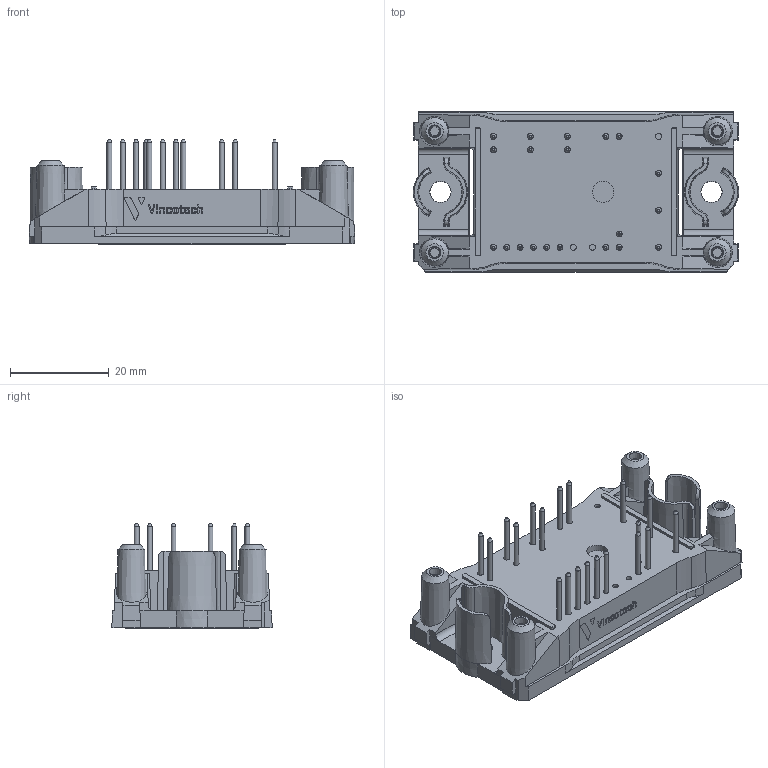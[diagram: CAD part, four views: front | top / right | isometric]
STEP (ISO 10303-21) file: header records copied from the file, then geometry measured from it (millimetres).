
FILE_DESCRIPTION(/* description */ ('Unknown'),/* implementation_level */ '2;1');
FILE_NAME(/* name */ 'Flow0-4T17WA-P540(200)-01-OL',/* time_stamp */ '2022-10-14T10:36:49+02:00',/* author */ ('Unknown'),/* organization */ ('Unknown'),/* preprocessor_version */ 'ST-DEVELOPER v16.7',/* originating_system */ 'Solid Edge',/* authorisation */ 'Unknown');
FILE_SCHEMA (('AUTOMOTIVE_DESIGN {1 0 10303 214 3 1 1}'));
Length unit declared in the file: millimetre
Products named in the file (1): Flow0-4T17WA-P540-OL
Bounding box: 66 x 32.5 x 21.23 mm (x, y, z)
Volume: 17950.9 mm3; surface area: 10646 mm2
Topology: 12 solids, 12 shells, 559 faces, 1436 edges, 959 vertices
Faces by surface type: plane 308, cylinder 94, cone 81, bspline 76
Full cylindrical faces by diameter (mm): 1 x20, 1.2 x23, 4.3 x1
Entity records: 19652 total; most frequent: CARTESIAN_POINT 4440, ORIENTED_EDGE 2502, DIRECTION 2350, EDGE_CURVE 1251, VERTEX_POINT 881, AXIS2_PLACEMENT_3D 795, LINE 760, VECTOR 760
